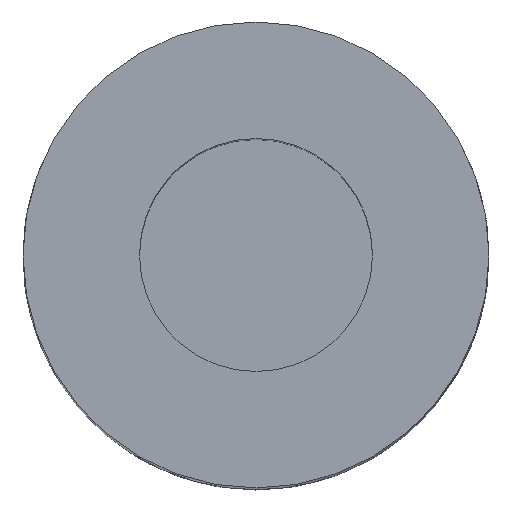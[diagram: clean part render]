
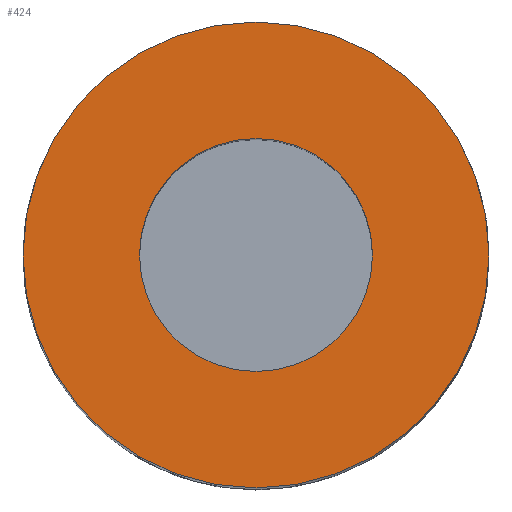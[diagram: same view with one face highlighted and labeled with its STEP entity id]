
A CAD part, top view. The second image highlights one B-rep face of the part: STEP entity #424.
In plain terms, the highlighted planar face has unit normal (0, 0, 1).
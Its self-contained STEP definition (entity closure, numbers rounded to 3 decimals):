
#55 = DIRECTION ( 'NONE',  ( 1., 0., 0. ) ) ;
#66 = AXIS2_PLACEMENT_3D ( 'NONE', #110, #116, #281 ) ;
#86 = FACE_OUTER_BOUND ( 'NONE', #400, .T. ) ;
#105 = DIRECTION ( 'NONE',  ( 1., 0., 0. ) ) ;
#110 = CARTESIAN_POINT ( 'NONE',  ( 0., 0., 80. ) ) ;
#116 = DIRECTION ( 'NONE',  ( 0., 0., 1. ) ) ;
#128 = EDGE_LOOP ( 'NONE', ( #623, #578 ) ) ;
#136 = DIRECTION ( 'NONE',  ( 0., 0., 1. ) ) ;
#140 = FACE_BOUND ( 'NONE', #128, .T. ) ;
#147 = EDGE_CURVE ( 'NONE', #366, #465, #310, .T. ) ;
#148 = AXIS2_PLACEMENT_3D ( 'NONE', #497, #399, #55 ) ;
#156 = DIRECTION ( 'NONE',  ( 0., 0., 1. ) ) ;
#181 = AXIS2_PLACEMENT_3D ( 'NONE', #353, #136, #285 ) ;
#191 = DIRECTION ( 'NONE',  ( 1., 0., 0. ) ) ;
#202 = CARTESIAN_POINT ( 'NONE',  ( 0., 0., 80. ) ) ;
#206 = CARTESIAN_POINT ( 'NONE',  ( 0., 0., 80. ) ) ;
#256 = EDGE_CURVE ( 'NONE', #595, #511, #519, .T. ) ;
#258 = CARTESIAN_POINT ( 'NONE',  ( 8., 0., 80. ) ) ;
#281 = DIRECTION ( 'NONE',  ( 1., 0., 0. ) ) ;
#285 = DIRECTION ( 'NONE',  ( 1., 0., 0. ) ) ;
#302 = DIRECTION ( 'NONE',  ( 0., 0., 1. ) ) ;
#310 = CIRCLE ( 'NONE', #483, 16. ) ;
#353 = CARTESIAN_POINT ( 'NONE',  ( 0., 0., 80. ) ) ;
#362 = CARTESIAN_POINT ( 'NONE',  ( 16., 0., 80. ) ) ;
#366 = VERTEX_POINT ( 'NONE', #362 ) ;
#394 = CARTESIAN_POINT ( 'NONE',  ( -16., 0., 80. ) ) ;
#399 = DIRECTION ( 'NONE',  ( 0., 0., 1. ) ) ;
#400 = EDGE_LOOP ( 'NONE', ( #587, #474 ) ) ;
#424 = ADVANCED_FACE ( 'NONE', ( #140, #86 ), #677, .T. ) ;
#437 = CIRCLE ( 'NONE', #148, 8. ) ;
#465 = VERTEX_POINT ( 'NONE', #394 ) ;
#474 = ORIENTED_EDGE ( 'NONE', *, *, #147, .T. ) ;
#483 = AXIS2_PLACEMENT_3D ( 'NONE', #206, #156, #105 ) ;
#497 = CARTESIAN_POINT ( 'NONE',  ( 0., 0., 80. ) ) ;
#511 = VERTEX_POINT ( 'NONE', #258 ) ;
#519 = CIRCLE ( 'NONE', #181, 8. ) ;
#534 = EDGE_CURVE ( 'NONE', #465, #366, #686, .T. ) ;
#554 = AXIS2_PLACEMENT_3D ( 'NONE', #202, #302, #191 ) ;
#578 = ORIENTED_EDGE ( 'NONE', *, *, #256, .F. ) ;
#585 = EDGE_CURVE ( 'NONE', #511, #595, #437, .T. ) ;
#587 = ORIENTED_EDGE ( 'NONE', *, *, #534, .T. ) ;
#595 = VERTEX_POINT ( 'NONE', #692 ) ;
#623 = ORIENTED_EDGE ( 'NONE', *, *, #585, .F. ) ;
#677 = PLANE ( 'NONE',  #554 ) ;
#686 = CIRCLE ( 'NONE', #66, 16. ) ;
#692 = CARTESIAN_POINT ( 'NONE',  ( -8., 0., 80. ) ) ;
